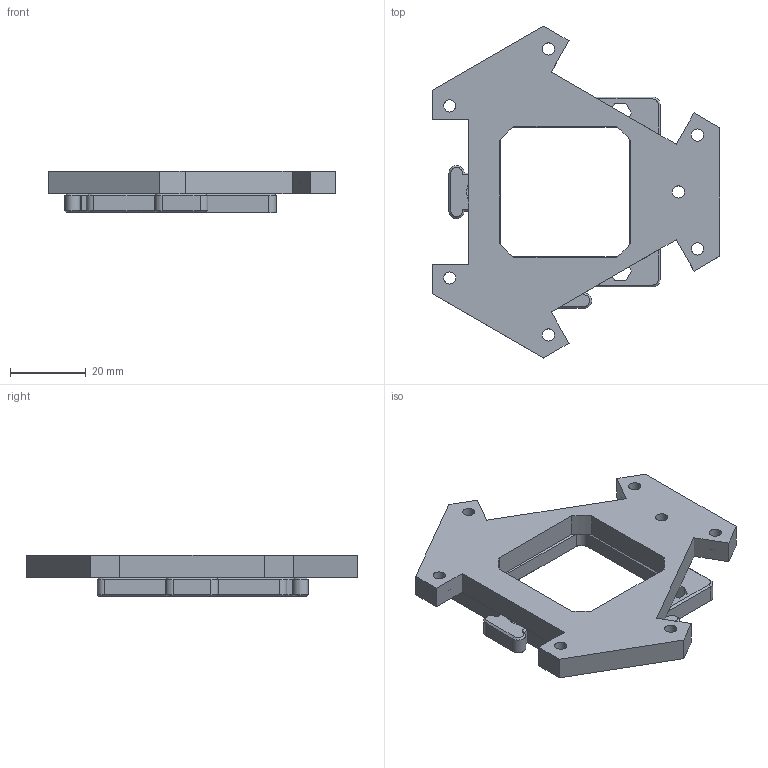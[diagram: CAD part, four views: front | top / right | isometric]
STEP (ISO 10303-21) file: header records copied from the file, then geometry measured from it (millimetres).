
FILE_DESCRIPTION(/* description */ (''),/* implementation_level */ '2;1');
FILE_NAME(/* name */ '20_Cube_Insert_Openflexure_Deltastage_Adapter_v3.ipt.step',/* time_stamp */ '2022-11-29T08:07:49+01:00',/* author */ ('diederichbenedict'),/* organization */ (''),/* preprocessor_version */ 'ST-DEVELOPER v18.1',/* originating_system */ 'Autodesk Inventor 2022',/* authorisation */ '');
FILE_SCHEMA (('AUTOMOTIVE_DESIGN { 1 0 10303 214 3 1 1 }'));
Length unit declared in the file: millimetre
Products named in the file (1): 20_Cube_Insert_Openflexure_Deltastage_Adapter
Bounding box: 75.7 x 87.41 x 11 mm (x, y, z)
Volume: 20279.7 mm3; surface area: 13411.2 mm2
Topology: 2 solids, 2 shells, 244 faces, 608 edges, 377 vertices
Faces by surface type: plane 141, cylinder 58, cone 33, sphere 6, torus 6
Full cylindrical faces by diameter (mm): 3.2 x9, 7 x9
Entity records: 7580 total; most frequent: DIRECTION 1288, CARTESIAN_POINT 1253, ORIENTED_EDGE 1216, EDGE_CURVE 608, LINE 438, VECTOR 438, AXIS2_PLACEMENT_3D 425, VERTEX_POINT 377
